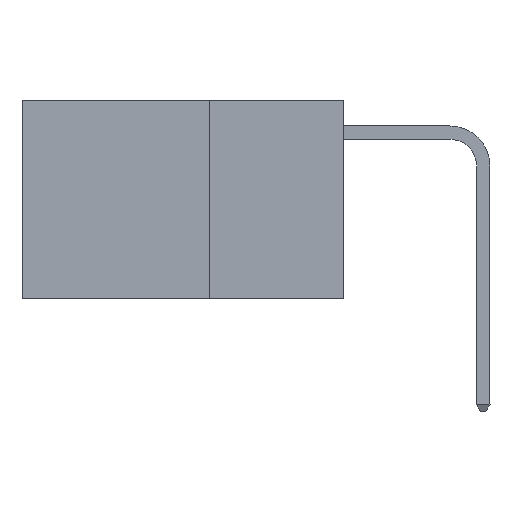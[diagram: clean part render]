
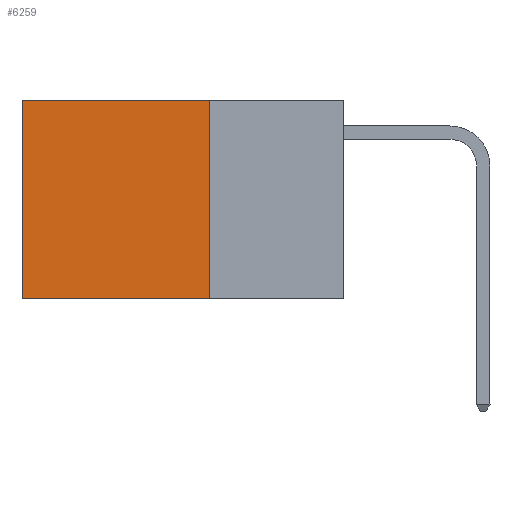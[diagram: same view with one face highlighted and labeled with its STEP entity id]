
A CAD part, left-side view. The second image highlights one B-rep face of the part: STEP entity #6259.
In plain terms, the highlighted planar face has unit normal (-1, 0, 0).
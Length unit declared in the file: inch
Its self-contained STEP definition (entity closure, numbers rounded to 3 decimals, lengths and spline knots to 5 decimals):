
#346 = DIRECTION ( 'NONE',  ( 0., 1., 0. ) ) ;
#396 = CARTESIAN_POINT ( 'NONE',  ( 0.2625, 0.25, -0.37 ) ) ;
#462 = LINE ( 'NONE', #396, #514 ) ;
#514 = VECTOR ( 'NONE', #346, 39.37008 ) ;
#1455 = EDGE_LOOP ( 'NONE', ( #11912, #10084, #7519, #5961 ) ) ;
#2021 = AXIS2_PLACEMENT_3D ( 'NONE', #5088, #5076, #5073 ) ;
#3494 = CARTESIAN_POINT ( 'NONE',  ( 0.2625, 0.25, 0. ) ) ;
#3980 = VECTOR ( 'NONE', #14456, 39.37008 ) ;
#4123 = LINE ( 'NONE', #14096, #3980 ) ;
#4261 = VERTEX_POINT ( 'NONE', #10648 ) ;
#4866 = EDGE_CURVE ( 'NONE', #6405, #14481, #12341, .T. ) ;
#4904 = CARTESIAN_POINT ( 'NONE',  ( 0.2625, 0.25, 0. ) ) ;
#5006 = DIRECTION ( 'NONE',  ( 0., 1., 0. ) ) ;
#5073 = DIRECTION ( 'NONE',  ( 0., 0., -1. ) ) ;
#5076 = DIRECTION ( 'NONE',  ( 1., 0., 0. ) ) ;
#5085 = VERTEX_POINT ( 'NONE', #14543 ) ;
#5088 = CARTESIAN_POINT ( 'NONE',  ( 0.2625, 0.25, 0. ) ) ;
#5149 = PLANE ( 'NONE',  #2021 ) ;
#5860 = FACE_OUTER_BOUND ( 'NONE', #1455, .T. ) ;
#5961 = ORIENTED_EDGE ( 'NONE', *, *, #4866, .T. ) ;
#6259 = ADVANCED_FACE ( 'NONE', ( #5860 ), #5149, .F. ) ;
#6405 = VERTEX_POINT ( 'NONE', #3494 ) ;
#7415 = EDGE_CURVE ( 'NONE', #5085, #4261, #462, .T. ) ;
#7519 = ORIENTED_EDGE ( 'NONE', *, *, #9566, .F. ) ;
#7620 = VECTOR ( 'NONE', #7925, 39.37008 ) ;
#7655 = LINE ( 'NONE', #7885, #7620 ) ;
#7885 = CARTESIAN_POINT ( 'NONE',  ( 0.2625, 0.25, 0. ) ) ;
#7925 = DIRECTION ( 'NONE',  ( 0., 0., -1. ) ) ;
#8149 = CARTESIAN_POINT ( 'NONE',  ( 0.2625, 0.6, 0. ) ) ;
#9566 = EDGE_CURVE ( 'NONE', #6405, #5085, #7655, .T. ) ;
#10084 = ORIENTED_EDGE ( 'NONE', *, *, #7415, .F. ) ;
#10632 = EDGE_CURVE ( 'NONE', #14481, #4261, #4123, .T. ) ;
#10648 = CARTESIAN_POINT ( 'NONE',  ( 0.2625, 0.6, -0.37 ) ) ;
#11912 = ORIENTED_EDGE ( 'NONE', *, *, #10632, .T. ) ;
#12246 = VECTOR ( 'NONE', #5006, 39.37008 ) ;
#12341 = LINE ( 'NONE', #4904, #12246 ) ;
#14096 = CARTESIAN_POINT ( 'NONE',  ( 0.2625, 0.6, 0. ) ) ;
#14456 = DIRECTION ( 'NONE',  ( 0., 0., -1. ) ) ;
#14481 = VERTEX_POINT ( 'NONE', #8149 ) ;
#14543 = CARTESIAN_POINT ( 'NONE',  ( 0.2625, 0.25, -0.37 ) ) ;
